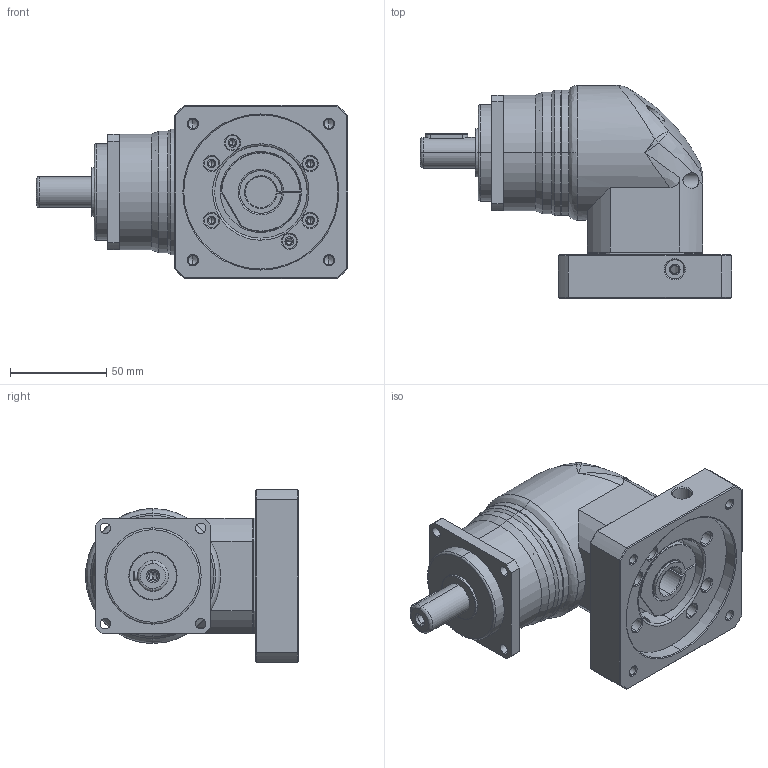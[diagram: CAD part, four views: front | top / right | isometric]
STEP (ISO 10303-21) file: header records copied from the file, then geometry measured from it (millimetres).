
FILE_DESCRIPTION (( 'STEP AP214' ), '1' );
FILE_NAME ('PBL060-L1-16-80-100M6.STEP', '2024-01-06T01:03:03', ( 'admin' ), ( '' ), 'SwSTEP 2.0', 'SolidWorks 2013', '' );
FILE_SCHEMA (( 'AUTOMOTIVE_DESIGN' ));
Length unit declared in the file: millimetre
Products named in the file (6): PB060_X2_8F9351FA7AEF_X0_; 19_X2_8F6C_X0_16_X2_5957_X0_; SBL060-80-100M6; SBL060_X2_8F9351658F7495017D2773AF_X0_-19; SDL060_X2_94DD58F3_X0_-19; PBL060-L1-16-80-100M6
Assembly tree (5 placements, depth 2):
  PBL060-L1-16-80-100M6
    SDL060_X2_94DD58F3_X0_-19
    SBL060_X2_8F9351658F7495017D2773AF_X0_-19
    SBL060-80-100M6
    19_X2_8F6C_X0_16_X2_5957_X0_
    PB060_X2_8F9351FA7AEF_X0_
Bounding box: 161.5 x 110.5 x 90 mm (x, y, z)
Volume: 577933.3 mm3; surface area: 102292.2 mm2
Topology: 11 solids, 11 shells, 461 faces, 1131 edges, 678 vertices
Faces by surface type: cylinder 195, cone 119, plane 106, bspline 39, torus 2
Entity records: 21604 total; most frequent: CARTESIAN_POINT 5675, DIRECTION 2266, ORIENTED_EDGE 2146, EDGE_CURVE 1073, AXIS2_PLACEMENT_3D 922, VERTEX_POINT 678, EDGE_LOOP 547, CIRCLE 492
